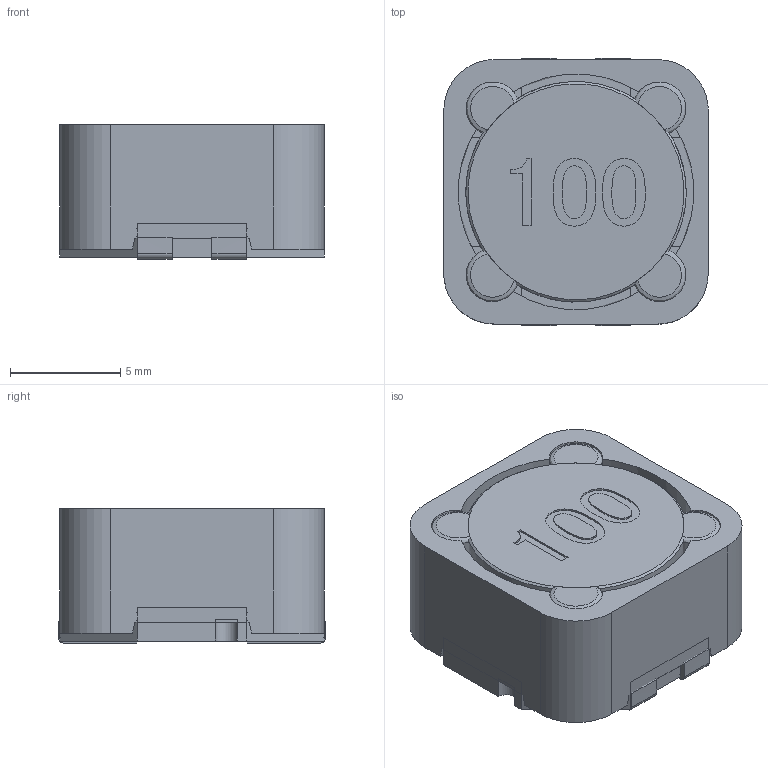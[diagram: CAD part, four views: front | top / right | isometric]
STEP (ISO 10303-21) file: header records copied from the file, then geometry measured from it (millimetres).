
FILE_DESCRIPTION( ('This file contains a STEP AP42 implementation' ,'as created by ZW3D STEP Interface translator.') ,'2;1' );
FILE_NAME( 'SF1258-F.stp' ,'171221.134716', (''), ('ZWCAD Software Co.'), 'Version 1.0', 'ZW3D to STEP translator', '' );
FILE_SCHEMA( ('CONFIG_CONTROL_DESIGN') );
Length unit declared in the file: millimetre
Products named in the file (1): 0
Bounding box: 12 x 12.12 x 6.09 mm (x, y, z)
Volume: 533.3 mm3; surface area: 1502.7 mm2
Topology: 14 solids, 14 shells, 297 faces, 742 edges, 467 vertices
Faces by surface type: bspline 297
Entity records: 8861 total; most frequent: CARTESIAN_POINT 4381, ORIENTED_EDGE 1482, EDGE_CURVE 733, B_SPLINE_CURVE_WITH_KNOTS 597, VERTEX_POINT 471, EDGE_LOOP 306, FACE_OUTER_BOUND 297, ADVANCED_FACE 297
